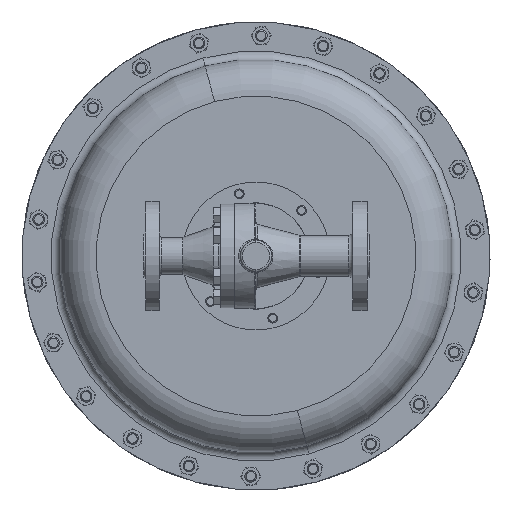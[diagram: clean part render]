
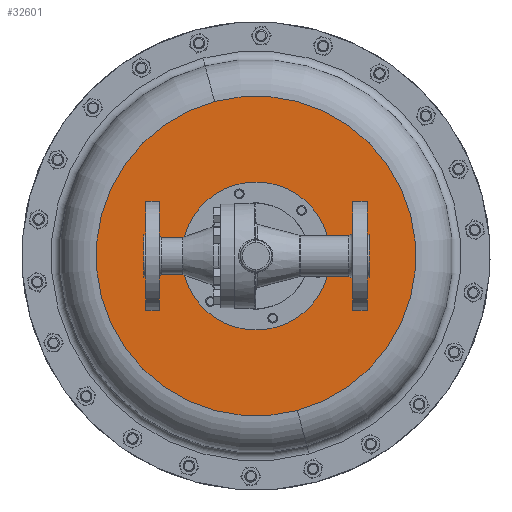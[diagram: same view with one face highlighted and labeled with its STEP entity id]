
A CAD part, front view. The second image highlights one B-rep face of the part: STEP entity #32601.
In plain terms, the highlighted planar face has unit normal (0, -1, 0).
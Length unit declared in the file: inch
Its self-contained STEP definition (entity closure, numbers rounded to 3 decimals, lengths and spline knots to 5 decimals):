
#79 = CIRCLE ( 'NONE', #30837, 5.125 ) ;
#157 = DIRECTION ( 'NONE',  ( 0., 1., 0. ) ) ;
#338 = VERTEX_POINT ( 'NONE', #14377 ) ;
#1355 = EDGE_CURVE ( 'NONE', #32455, #3997, #14530, .T. ) ;
#1396 = PLANE ( 'NONE',  #2978 ) ;
#1443 = CIRCLE ( 'NONE', #3447, 2.375 ) ;
#2008 = DIRECTION ( 'NONE',  ( 0., 1., 0. ) ) ;
#2978 = AXIS2_PLACEMENT_3D ( 'NONE', #14846, #23216, #6899 ) ;
#3447 = AXIS2_PLACEMENT_3D ( 'NONE', #11746, #30784, #14494 ) ;
#3997 = VERTEX_POINT ( 'NONE', #14284 ) ;
#4461 = EDGE_LOOP ( 'NONE', ( #7398, #13341 ) ) ;
#6899 = DIRECTION ( 'NONE',  ( 0.259, 0., -0.966 ) ) ;
#7398 = ORIENTED_EDGE ( 'NONE', *, *, #10155, .F. ) ;
#7426 = EDGE_LOOP ( 'NONE', ( #33124, #34037 ) ) ;
#10155 = EDGE_CURVE ( 'NONE', #338, #20367, #21250, .T. ) ;
#10929 = FACE_OUTER_BOUND ( 'NONE', #4461, .T. ) ;
#11115 = CARTESIAN_POINT ( 'NONE',  ( 0.71681, 9.64706, 3.15829 ) ) ;
#11746 = CARTESIAN_POINT ( 'NONE',  ( 0.71681, 9.64706, 3.15829 ) ) ;
#13341 = ORIENTED_EDGE ( 'NONE', *, *, #17050, .F. ) ;
#13870 = DIRECTION ( 'NONE',  ( 0.707, 0., -0.707 ) ) ;
#14284 = CARTESIAN_POINT ( 'NONE',  ( 2.39619, 9.64706, 1.47892 ) ) ;
#14377 = CARTESIAN_POINT ( 'NONE',  ( -0.60964, 9.64706, 8.10866 ) ) ;
#14381 = CARTESIAN_POINT ( 'NONE',  ( -0.96257, 9.64706, 4.83767 ) ) ;
#14494 = DIRECTION ( 'NONE',  ( 0.707, 0., -0.707 ) ) ;
#14530 = CIRCLE ( 'NONE', #25022, 2.375 ) ;
#14846 = CARTESIAN_POINT ( 'NONE',  ( 5.66718, 9.64706, 4.48474 ) ) ;
#15094 = EDGE_CURVE ( 'NONE', #3997, #32455, #1443, .T. ) ;
#16482 = CARTESIAN_POINT ( 'NONE',  ( 0.71681, 9.64706, 3.15829 ) ) ;
#17050 = EDGE_CURVE ( 'NONE', #20367, #338, #79, .T. ) ;
#18331 = CARTESIAN_POINT ( 'NONE',  ( 0.71681, 9.64706, 3.15829 ) ) ;
#19244 = DIRECTION ( 'NONE',  ( -0.259, 0., 0.966 ) ) ;
#20367 = VERTEX_POINT ( 'NONE', #30268 ) ;
#21063 = DIRECTION ( 'NONE',  ( -0.259, 0., 0.966 ) ) ;
#21250 = CIRCLE ( 'NONE', #28070, 5.125 ) ;
#23216 = DIRECTION ( 'NONE',  ( 0., -1., 0. ) ) ;
#24579 = FACE_BOUND ( 'NONE', #7426, .T. ) ;
#25022 = AXIS2_PLACEMENT_3D ( 'NONE', #11115, #30163, #13870 ) ;
#28070 = AXIS2_PLACEMENT_3D ( 'NONE', #18331, #2008, #21063 ) ;
#30163 = DIRECTION ( 'NONE',  ( 0., 1., 0. ) ) ;
#30268 = CARTESIAN_POINT ( 'NONE',  ( 2.04326, 9.64706, -1.79208 ) ) ;
#30784 = DIRECTION ( 'NONE',  ( 0., 1., 0. ) ) ;
#30837 = AXIS2_PLACEMENT_3D ( 'NONE', #16482, #157, #19244 ) ;
#32455 = VERTEX_POINT ( 'NONE', #14381 ) ;
#32601 = ADVANCED_FACE ( 'NONE', ( #10929, #24579 ), #1396, .T. ) ;
#33124 = ORIENTED_EDGE ( 'NONE', *, *, #1355, .T. ) ;
#34037 = ORIENTED_EDGE ( 'NONE', *, *, #15094, .T. ) ;
